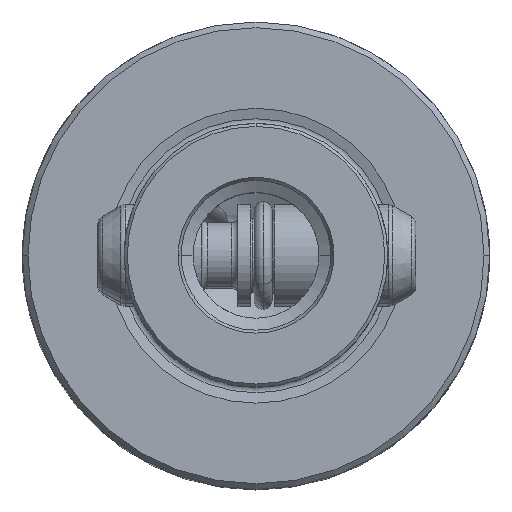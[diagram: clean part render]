
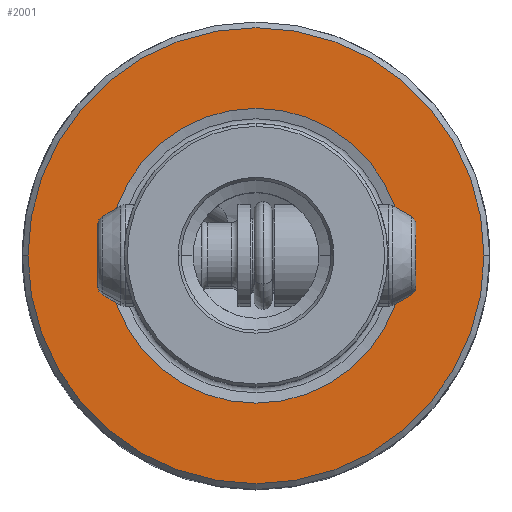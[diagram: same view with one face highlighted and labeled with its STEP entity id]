
A CAD part, top view. The second image highlights one B-rep face of the part: STEP entity #2001.
In plain terms, the highlighted planar face has unit normal (0, 0, 1).
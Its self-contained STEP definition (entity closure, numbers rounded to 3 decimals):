
#2001=ADVANCED_FACE('NONE',(#4280,#4281),#4282,.T.);
#2069=VERTEX_POINT('NONE',#4357);
#2201=EDGE_CURVE('NONE',#2633,#2069,#4503,.T.);
#2493=EDGE_CURVE('NONE',#2881,#2927,#4825,.T.);
#2633=VERTEX_POINT('NONE',#4979);
#2881=VERTEX_POINT('NONE',#5258);
#2927=VERTEX_POINT('NONE',#5311);
#3189=EDGE_CURVE('NONE',#2069,#2633,#5608,.T.);
#3237=EDGE_CURVE('NONE',#2927,#2881,#5663,.T.);
#4280=FACE_OUTER_BOUND('',#7386,.T.);
#4281=FACE_BOUND('',#7387,.T.);
#4282=PLANE('',#7388);
#4357=CARTESIAN_POINT('',(-19.025,0.,0.0));
#4503=CIRCLE('',#7756,19.025);
#4825=CIRCLE('',#8269,12.299);
#4979=CARTESIAN_POINT('',(19.025,0.,0.0));
#5258=CARTESIAN_POINT('',(-12.299,0.,0.0));
#5311=CARTESIAN_POINT('',(12.299,0.,0.0));
#5608=CIRCLE('',#9458,19.025);
#5663=CIRCLE('',#9521,12.299);
#7386=EDGE_LOOP('',(#10808,#10809));
#7387=EDGE_LOOP('',(#10810,#10811));
#7388=AXIS2_PLACEMENT_3D('',#10812,#10813,#10814);
#7756=AXIS2_PLACEMENT_3D('',#11090,#11091,#11092);
#8269=AXIS2_PLACEMENT_3D('',#11443,#11444,#11445);
#9458=AXIS2_PLACEMENT_3D('',#12444,#12445,#12446);
#9521=AXIS2_PLACEMENT_3D('',#12522,#12523,#12524);
#10808=ORIENTED_EDGE('',*,*,#3189,.F.);
#10809=ORIENTED_EDGE('',*,*,#2201,.F.);
#10810=ORIENTED_EDGE('',*,*,#3237,.F.);
#10811=ORIENTED_EDGE('',*,*,#2493,.F.);
#10812=CARTESIAN_POINT('',(-11.0,0.0,0.0));
#10813=DIRECTION('',(0.0,-0.0,1.0));
#10814=DIRECTION('',(0.0,1.0,0.0));
#11090=CARTESIAN_POINT('',(0.0,0.0,0.0));
#11091=DIRECTION('',(0.0,0.0,-1.0));
#11092=DIRECTION('',(0.0,1.0,0.0));
#11443=CARTESIAN_POINT('',(0.0,0.0,0.0));
#11444=DIRECTION('',(0.0,-0.0,1.0));
#11445=DIRECTION('',(0.0,1.0,0.0));
#12444=CARTESIAN_POINT('',(0.0,0.0,0.0));
#12445=DIRECTION('',(0.0,0.0,-1.0));
#12446=DIRECTION('',(0.0,1.0,0.0));
#12522=CARTESIAN_POINT('',(0.0,0.0,0.0));
#12523=DIRECTION('',(0.0,-0.0,1.0));
#12524=DIRECTION('',(0.0,1.0,0.0));
